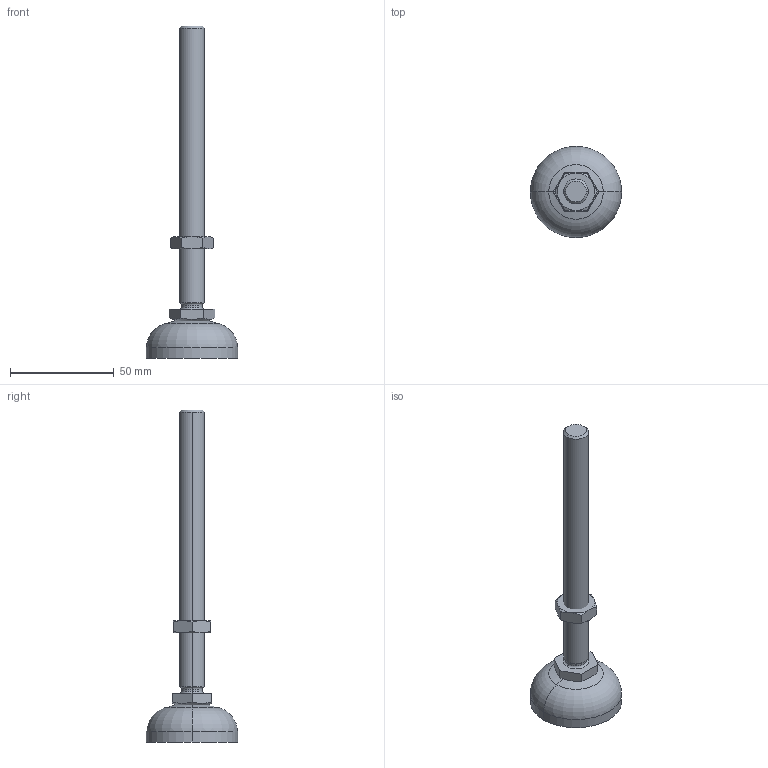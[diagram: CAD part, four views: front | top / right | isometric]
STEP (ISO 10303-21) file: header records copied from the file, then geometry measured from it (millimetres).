
FILE_DESCRIPTION (( 'STEP AP203' ), '1' );
FILE_NAME ('3_842_536_470_Bosch.step', '2024-06-10T08:21:58', ( '' ), ( '' ), 'SwSTEP 2.0', 'SolidWorks 2014', '' );
FILE_SCHEMA (( 'CONFIG_CONTROL_DESIGN' ));
Length unit declared in the file: millimetre
Products named in the file (3): 3_842_536_470_Bosch; Part-2; Part-1
Assembly tree (2 placements, depth 2):
  3_842_536_470_Bosch
    Part-1
    Part-2
Bounding box: 44 x 44 x 160 mm (x, y, z)
Volume: 31050.7 mm3; surface area: 12946.9 mm2
Topology: 2 solids, 2 shells, 75 faces, 156 edges, 88 vertices
Faces by surface type: cone 24, plane 19, cylinder 16, torus 10, sphere 4, bspline 2
Entity records: 2261 total; most frequent: CARTESIAN_POINT 386, DIRECTION 372, ORIENTED_EDGE 312, AXIS2_PLACEMENT_3D 162, EDGE_CURVE 156, VERTEX_POINT 88, CIRCLE 84, EDGE_LOOP 80
